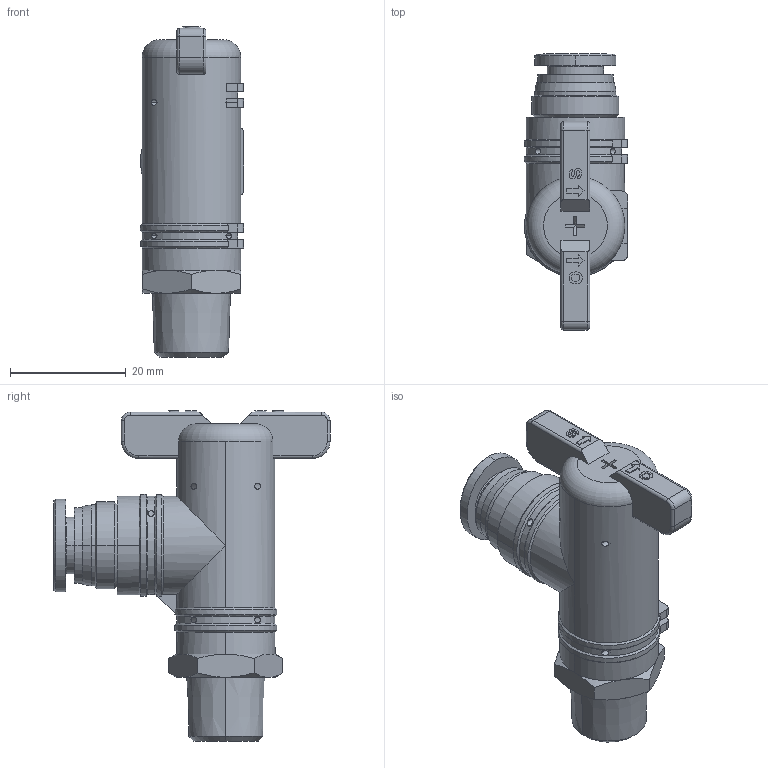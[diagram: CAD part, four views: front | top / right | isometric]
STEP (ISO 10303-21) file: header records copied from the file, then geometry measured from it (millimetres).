
FILE_DESCRIPTION((''),'2;1');
FILE_NAME('BL200802-mdt.stp','2017-07-24T19:13:57',(''),(''),'Mechanical Desktop 2009','Mechanical Desktop 2009',', , ');
FILE_SCHEMA(('CONFIG_CONTROL_DESIGN'));
Length unit declared in the file: millimetre
Products named in the file (9): BL200802-MDTA; BL200802-MDT; BOLT-M3; BC8-20; COLLAR-08C; 20-R02; BC6-20; COLLAR-06C; HA
Assembly tree (9 placements, depth 3):
  BL200802-MDTA
    BL200802-MDT
    BOLT-M3
    BC8-20
      COLLAR-08C
    20-R02
    BC6-20  x2
      COLLAR-06C
    HA
Bounding box: 17.8 x 47.65 x 56.95 mm (x, y, z)
Volume: 16068.2 mm3; surface area: 5787.1 mm2
Topology: 1 solids, 5 shells, 386 faces, 1000 edges, 635 vertices
Faces by surface type: plane 232, cylinder 95, cone 42, torus 12, bspline 5
Entity records: 13140 total; most frequent: CARTESIAN_POINT 3622, ORIENTED_EDGE 1996, DIRECTION 1887, EDGE_CURVE 998, VECTOR 671, LINE 671, VERTEX_POINT 635, AXIS2_PLACEMENT_3D 608
